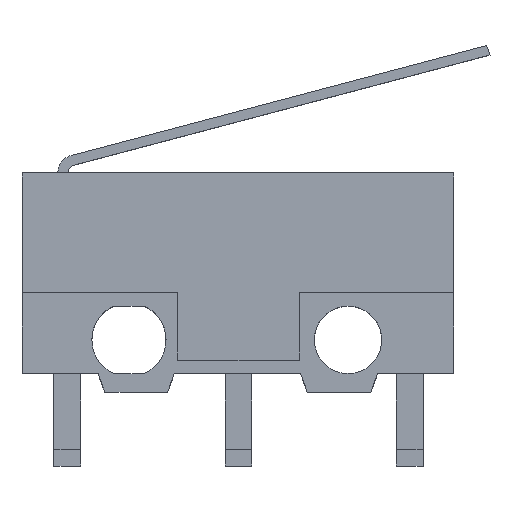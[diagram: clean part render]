
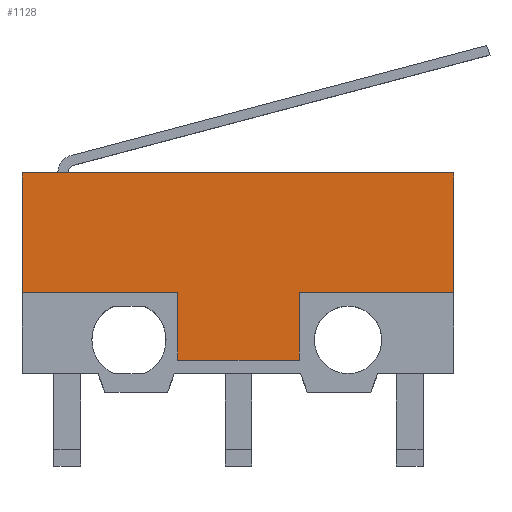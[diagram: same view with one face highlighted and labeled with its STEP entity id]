
A CAD part, top view. The second image highlights one B-rep face of the part: STEP entity #1128.
In plain terms, the highlighted planar face has unit normal (0, 0, 1).
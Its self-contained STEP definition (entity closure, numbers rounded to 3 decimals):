
#53=FACE_OUTER_BOUND('',#118,.T.);
#118=EDGE_LOOP('',(#781,#782,#783,#784,#785,#786,#787,#788));
#187=LINE('',#1601,#336);
#189=LINE('',#1605,#338);
#191=LINE('',#1609,#340);
#193=LINE('',#1613,#342);
#195=LINE('',#1617,#344);
#197=LINE('',#1621,#346);
#199=LINE('',#1625,#348);
#201=LINE('',#1628,#350);
#336=VECTOR('',#1293,10.);
#338=VECTOR('',#1297,10.);
#340=VECTOR('',#1301,10.);
#342=VECTOR('',#1305,10.);
#344=VECTOR('',#1309,10.);
#346=VECTOR('',#1313,10.);
#348=VECTOR('',#1317,10.);
#350=VECTOR('',#1321,10.);
#484=VERTEX_POINT('',#1598);
#485=VERTEX_POINT('',#1600);
#486=VERTEX_POINT('',#1604);
#487=VERTEX_POINT('',#1608);
#488=VERTEX_POINT('',#1612);
#489=VERTEX_POINT('',#1616);
#490=VERTEX_POINT('',#1620);
#491=VERTEX_POINT('',#1624);
#591=EDGE_CURVE('',#485,#484,#187,.T.);
#593=EDGE_CURVE('',#486,#485,#189,.T.);
#595=EDGE_CURVE('',#487,#486,#191,.T.);
#597=EDGE_CURVE('',#488,#487,#193,.T.);
#599=EDGE_CURVE('',#489,#488,#195,.T.);
#601=EDGE_CURVE('',#490,#489,#197,.T.);
#603=EDGE_CURVE('',#491,#490,#199,.T.);
#605=EDGE_CURVE('',#484,#491,#201,.T.);
#781=ORIENTED_EDGE('',*,*,#605,.T.);
#782=ORIENTED_EDGE('',*,*,#603,.T.);
#783=ORIENTED_EDGE('',*,*,#601,.T.);
#784=ORIENTED_EDGE('',*,*,#599,.T.);
#785=ORIENTED_EDGE('',*,*,#597,.T.);
#786=ORIENTED_EDGE('',*,*,#595,.T.);
#787=ORIENTED_EDGE('',*,*,#593,.T.);
#788=ORIENTED_EDGE('',*,*,#591,.T.);
#1068=PLANE('',#1212);
#1128=ADVANCED_FACE('',(#53),#1068,.T.);
#1212=AXIS2_PLACEMENT_3D('',#1629,#1322,#1323);
#1293=DIRECTION('',(1.,0.,0.));
#1297=DIRECTION('',(0.,-1.,0.));
#1301=DIRECTION('',(1.,0.,0.));
#1305=DIRECTION('',(0.,-1.,0.));
#1309=DIRECTION('',(-1.,0.,0.));
#1313=DIRECTION('',(0.,1.,0.));
#1317=DIRECTION('',(1.,0.,0.));
#1321=DIRECTION('',(0.,1.,0.));
#1322=DIRECTION('center_axis',(0.,0.,1.));
#1323=DIRECTION('ref_axis',(1.,0.,0.));
#1598=CARTESIAN_POINT('',(-2.978,0.,2.9));
#1600=CARTESIAN_POINT('',(-6.578,0.,2.9));
#1601=CARTESIAN_POINT('',(-2.978,0.,2.9));
#1604=CARTESIAN_POINT('',(-6.578,2.,2.9));
#1605=CARTESIAN_POINT('',(-6.578,0.,2.9));
#1608=CARTESIAN_POINT('',(-11.2,2.,2.9));
#1609=CARTESIAN_POINT('',(-11.2,2.,2.9));
#1612=CARTESIAN_POINT('',(-11.2,5.549,2.9));
#1613=CARTESIAN_POINT('',(-11.2,-0.4,2.9));
#1616=CARTESIAN_POINT('',(1.6,5.549,2.9));
#1617=CARTESIAN_POINT('',(-11.2,5.549,2.9));
#1620=CARTESIAN_POINT('',(1.6,2.,2.9));
#1621=CARTESIAN_POINT('',(1.6,5.549,2.9));
#1624=CARTESIAN_POINT('',(-2.978,2.,2.9));
#1625=CARTESIAN_POINT('',(-2.978,2.,2.9));
#1628=CARTESIAN_POINT('',(-2.978,2.,2.9));
#1629=CARTESIAN_POINT('Origin',(-4.8,2.774,2.9));
